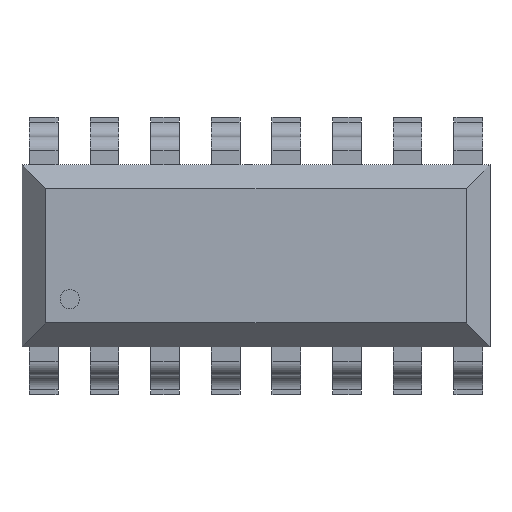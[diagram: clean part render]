
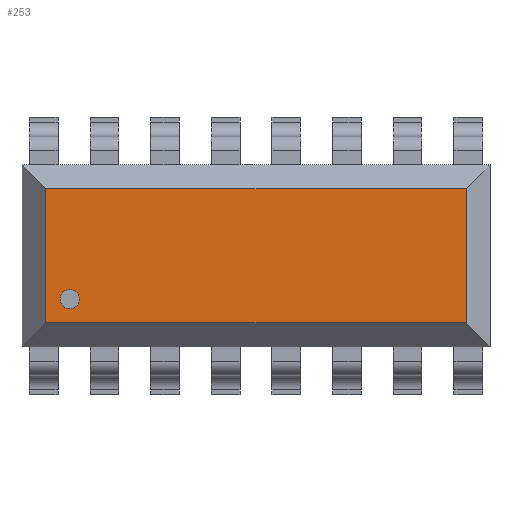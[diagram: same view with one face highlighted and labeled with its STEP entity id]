
A CAD part, top view. The second image highlights one B-rep face of the part: STEP entity #253.
In plain terms, the highlighted planar face has unit normal (0, 0, 1).
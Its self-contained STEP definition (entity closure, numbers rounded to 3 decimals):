
#10 = EDGE_CURVE ( 'NONE', #4090, #4045, #7305, .T. ) ;
#109 = EDGE_CURVE ( 'NONE', #4138, #4132, #4287, .T. ) ;
#111 = EDGE_CURVE ( 'NONE', #4132, #4125, #4289, .T. ) ;
#112 = EDGE_CURVE ( 'NONE', #4045, #4090, #2232, .T. ) ;
#123 = EDGE_CURVE ( 'NONE', #4013, #4138, #4300, .T. ) ;
#124 = EDGE_CURVE ( 'NONE', #4125, #4013, #4301, .T. ) ;
#253 = ADVANCED_FACE ( 'NONE', ( #4451, #4452 ), #6031, .T. ) ;
#2072 = AXIS2_PLACEMENT_3D ( 'NONE', #6469, #6467, #6461 ) ;
#2162 = VECTOR ( 'NONE', #6470, 1000. ) ;
#2219 = VECTOR ( 'NONE', #6438, 1000. ) ;
#2221 = VECTOR ( 'NONE', #6446, 1000. ) ;
#2229 = AXIS2_PLACEMENT_3D ( 'NONE', #4622, #4623, #4624 ) ;
#2231 = VECTOR ( 'NONE', #6473, 1000. ) ;
#2232 = CIRCLE ( 'NONE', #2072, 0.2 ) ;
#2315 = AXIS2_PLACEMENT_3D ( 'NONE', #6030, #6029, #6028 ) ;
#2540 = ORIENTED_EDGE ( 'NONE', *, *, #109, .T. ) ;
#2541 = ORIENTED_EDGE ( 'NONE', *, *, #112, .F. ) ;
#2542 = ORIENTED_EDGE ( 'NONE', *, *, #10, .F. ) ;
#2543 = ORIENTED_EDGE ( 'NONE', *, *, #124, .T. ) ;
#2544 = ORIENTED_EDGE ( 'NONE', *, *, #111, .T. ) ;
#2545 = ORIENTED_EDGE ( 'NONE', *, *, #123, .T. ) ;
#3860 = EDGE_LOOP ( 'NONE', ( #2541, #2542 ) ) ;
#3933 = EDGE_LOOP ( 'NONE', ( #2540, #2544, #2543, #2545 ) ) ;
#4013 = VERTEX_POINT ( 'NONE', #5331 ) ;
#4045 = VERTEX_POINT ( 'NONE', #5381 ) ;
#4090 = VERTEX_POINT ( 'NONE', #5442 ) ;
#4125 = VERTEX_POINT ( 'NONE', #5490 ) ;
#4132 = VERTEX_POINT ( 'NONE', #5500 ) ;
#4138 = VERTEX_POINT ( 'NONE', #5509 ) ;
#4287 = LINE ( 'NONE', #6475, #2231 ) ;
#4289 = LINE ( 'NONE', #6471, #2162 ) ;
#4300 = LINE ( 'NONE', #6447, #2221 ) ;
#4301 = LINE ( 'NONE', #6445, #2219 ) ;
#4451 = FACE_BOUND ( 'NONE', #3860, .T. ) ;
#4452 = FACE_OUTER_BOUND ( 'NONE', #3933, .T. ) ;
#4622 = CARTESIAN_POINT ( 'NONE',  ( -3.9, -0.905, 1.25 ) ) ;
#4623 = DIRECTION ( 'NONE',  ( 0., 0., 1. ) ) ;
#4624 = DIRECTION ( 'NONE',  ( 1., 0., 0. ) ) ;
#5331 = CARTESIAN_POINT ( 'NONE',  ( -4.4, 1.405, 1.25 ) ) ;
#5381 = CARTESIAN_POINT ( 'NONE',  ( -3.7, -0.905, 1.25 ) ) ;
#5442 = CARTESIAN_POINT ( 'NONE',  ( -4.1, -0.905, 1.25 ) ) ;
#5490 = CARTESIAN_POINT ( 'NONE',  ( 4.4, 1.405, 1.25 ) ) ;
#5500 = CARTESIAN_POINT ( 'NONE',  ( 4.4, -1.405, 1.25 ) ) ;
#5509 = CARTESIAN_POINT ( 'NONE',  ( -4.4, -1.405, 1.25 ) ) ;
#6028 = DIRECTION ( 'NONE',  ( 1., 0., 0. ) ) ;
#6029 = DIRECTION ( 'NONE',  ( 0., 0., 1. ) ) ;
#6030 = CARTESIAN_POINT ( 'NONE',  ( -4.9, -1.905, 1.25 ) ) ;
#6031 = PLANE ( 'NONE',  #2315 ) ;
#6438 = DIRECTION ( 'NONE',  ( -1., 0., 0. ) ) ;
#6445 = CARTESIAN_POINT ( 'NONE',  ( -4.9, 1.405, 1.25 ) ) ;
#6446 = DIRECTION ( 'NONE',  ( 0., -1., 0. ) ) ;
#6447 = CARTESIAN_POINT ( 'NONE',  ( -4.4, -1.905, 1.25 ) ) ;
#6461 = DIRECTION ( 'NONE',  ( 1., 0., 0. ) ) ;
#6467 = DIRECTION ( 'NONE',  ( 0., 0., 1. ) ) ;
#6469 = CARTESIAN_POINT ( 'NONE',  ( -3.9, -0.905, 1.25 ) ) ;
#6470 = DIRECTION ( 'NONE',  ( 0., 1., 0. ) ) ;
#6471 = CARTESIAN_POINT ( 'NONE',  ( 4.4, 1.905, 1.25 ) ) ;
#6473 = DIRECTION ( 'NONE',  ( 1., 0., 0. ) ) ;
#6475 = CARTESIAN_POINT ( 'NONE',  ( 4.9, -1.405, 1.25 ) ) ;
#7305 = CIRCLE ( 'NONE', #2229, 0.2 ) ;
